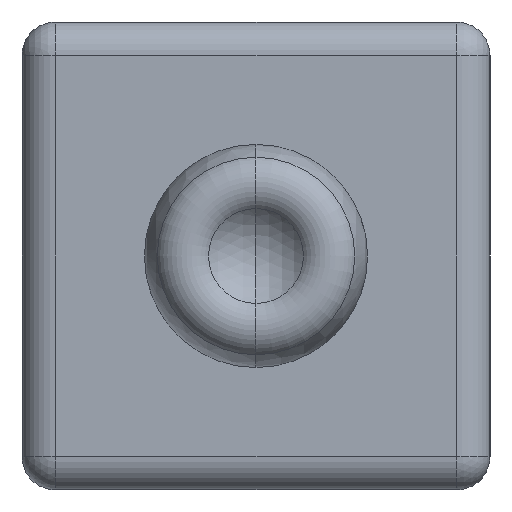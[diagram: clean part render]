
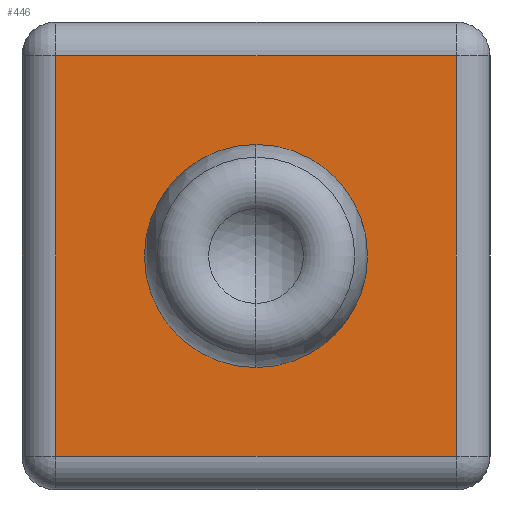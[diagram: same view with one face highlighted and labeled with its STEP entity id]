
A CAD part, left-side view. The second image highlights one B-rep face of the part: STEP entity #446.
In plain terms, the highlighted planar face has unit normal (-1, 0, 0).
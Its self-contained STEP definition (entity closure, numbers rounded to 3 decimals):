
#1 = CARTESIAN_POINT ( 'NONE',  ( -5.05, 0., 0. ) ) ;
#92 = DIRECTION ( 'NONE',  ( 0., 1., 0. ) ) ;
#132 = CARTESIAN_POINT ( 'NONE',  ( -5.05, 1.5, 1.285 ) ) ;
#143 = DIRECTION ( 'NONE',  ( 1., 0., 0. ) ) ;
#176 = DIRECTION ( 'NONE',  ( 0., 0., -1. ) ) ;
#214 = VERTEX_POINT ( 'NONE', #234 ) ;
#234 = CARTESIAN_POINT ( 'NONE',  ( -5.05, -1.285, -1.285 ) ) ;
#250 = CARTESIAN_POINT ( 'NONE',  ( -5.05, 1.285, 1.285 ) ) ;
#274 = CARTESIAN_POINT ( 'NONE',  ( -5.05, 0., -0.715 ) ) ;
#278 = CARTESIAN_POINT ( 'NONE',  ( -5.05, 1.285, -1.285 ) ) ;
#283 = CARTESIAN_POINT ( 'NONE',  ( -5.05, 0., 0.715 ) ) ;
#302 = CARTESIAN_POINT ( 'NONE',  ( -5.05, -1.285, 1.285 ) ) ;
#376 = VERTEX_POINT ( 'NONE', #250 ) ;
#393 = VERTEX_POINT ( 'NONE', #302 ) ;
#402 = VERTEX_POINT ( 'NONE', #274 ) ;
#407 = VERTEX_POINT ( 'NONE', #278 ) ;
#412 = VERTEX_POINT ( 'NONE', #283 ) ;
#446 = ADVANCED_FACE ( 'NONE', ( #598, #572 ), #1426, .F. ) ;
#572 = FACE_BOUND ( 'NONE', #1116, .T. ) ;
#598 = FACE_OUTER_BOUND ( 'NONE', #1072, .T. ) ;
#610 = EDGE_CURVE ( 'NONE', #376, #407, #1906, .T. ) ;
#613 = EDGE_CURVE ( 'NONE', #407, #214, #1912, .T. ) ;
#614 = EDGE_CURVE ( 'NONE', #214, #393, #1914, .T. ) ;
#620 = EDGE_CURVE ( 'NONE', #402, #412, #1924, .T. ) ;
#626 = EDGE_CURVE ( 'NONE', #393, #376, #1932, .T. ) ;
#680 = EDGE_CURVE ( 'NONE', #412, #402, #2018, .T. ) ;
#792 = AXIS2_PLACEMENT_3D ( 'NONE', #1422, #1434, #1435 ) ;
#873 = AXIS2_PLACEMENT_3D ( 'NONE', #1, #143, #176 ) ;
#898 = AXIS2_PLACEMENT_3D ( 'NONE', #953, #967, #963 ) ;
#953 = CARTESIAN_POINT ( 'NONE',  ( -5.05, 0., 0. ) ) ;
#963 = DIRECTION ( 'NONE',  ( 0., 0., -1. ) ) ;
#967 = DIRECTION ( 'NONE',  ( 1., 0., 0. ) ) ;
#1041 = ORIENTED_EDGE ( 'NONE', *, *, #680, .T. ) ;
#1048 = ORIENTED_EDGE ( 'NONE', *, *, #613, .T. ) ;
#1062 = ORIENTED_EDGE ( 'NONE', *, *, #614, .T. ) ;
#1066 = ORIENTED_EDGE ( 'NONE', *, *, #626, .T. ) ;
#1071 = ORIENTED_EDGE ( 'NONE', *, *, #620, .T. ) ;
#1072 = EDGE_LOOP ( 'NONE', ( #1048, #1062, #1066, #1083 ) ) ;
#1083 = ORIENTED_EDGE ( 'NONE', *, *, #610, .T. ) ;
#1116 = EDGE_LOOP ( 'NONE', ( #1071, #1041 ) ) ;
#1422 = CARTESIAN_POINT ( 'NONE',  ( -5.05, 1.5, 1.5 ) ) ;
#1426 = PLANE ( 'NONE',  #792 ) ;
#1434 = DIRECTION ( 'NONE',  ( 1., 0., 0. ) ) ;
#1435 = DIRECTION ( 'NONE',  ( 0., 0., 1. ) ) ;
#1695 = CARTESIAN_POINT ( 'NONE',  ( -5.05, 1.285, -1.5 ) ) ;
#1702 = DIRECTION ( 'NONE',  ( 0., 0., -1. ) ) ;
#1704 = CARTESIAN_POINT ( 'NONE',  ( -5.05, -1.5, -1.285 ) ) ;
#1710 = DIRECTION ( 'NONE',  ( 0., -1., 0. ) ) ;
#1711 = CARTESIAN_POINT ( 'NONE',  ( -5.05, -1.285, 1.5 ) ) ;
#1712 = DIRECTION ( 'NONE',  ( 0., 0., 1. ) ) ;
#1901 = VECTOR ( 'NONE', #1702, 1000. ) ;
#1906 = LINE ( 'NONE', #1695, #1901 ) ;
#1909 = VECTOR ( 'NONE', #1710, 1000. ) ;
#1912 = LINE ( 'NONE', #1704, #1909 ) ;
#1914 = LINE ( 'NONE', #1711, #1915 ) ;
#1915 = VECTOR ( 'NONE', #1712, 1000. ) ;
#1924 = CIRCLE ( 'NONE', #873, 0.715 ) ;
#1932 = LINE ( 'NONE', #132, #1933 ) ;
#1933 = VECTOR ( 'NONE', #92, 1000. ) ;
#2018 = CIRCLE ( 'NONE', #898, 0.715 ) ;
